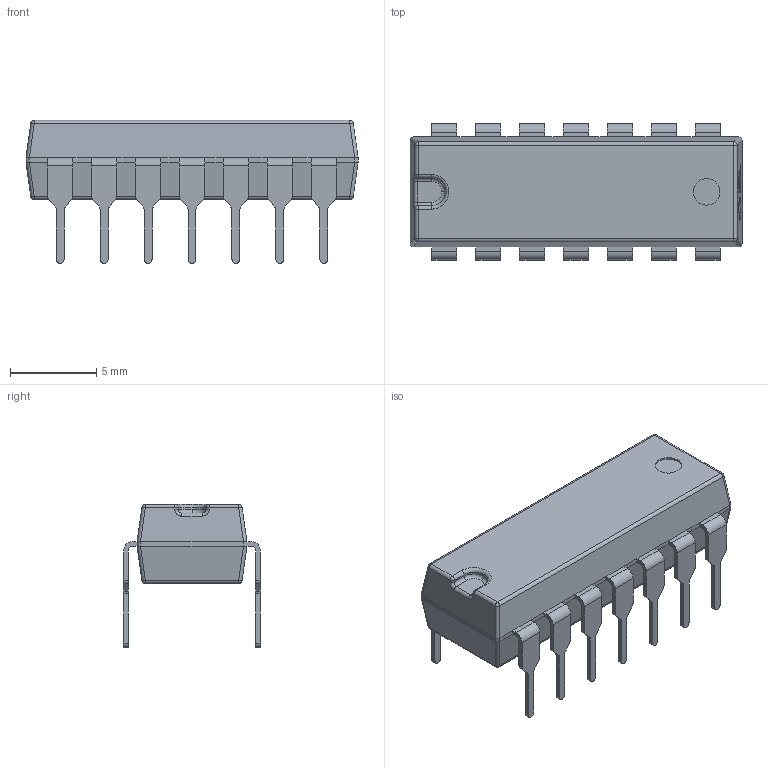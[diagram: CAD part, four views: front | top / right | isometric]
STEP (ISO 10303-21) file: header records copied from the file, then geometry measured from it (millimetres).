
FILE_DESCRIPTION (( 'STEP AP214' ), '1' );
FILE_NAME ('PDIP-14_L19.2-W6.4-H5.1-P2.54-LS8.0-BL.step', '2023-04-13T02:10:05', ( '' ), ( '' ), 'SwSTEP 2.0', 'SolidWorks 2020', '' );
FILE_SCHEMA (( 'AUTOMOTIVE_DESIGN' ));
Length unit declared in the file: millimetre
Products named in the file (1): PDIP-14_L19.2-W6.4-H5.1-P2.54-LS8.0-BL
Bounding box: 19.2 x 7.87 x 8.28 mm (x, y, z)
Volume: 542.7 mm3; surface area: 645.6 mm2
Topology: 1 solids, 1 shells, 555 faces, 1506 edges, 971 vertices
Faces by surface type: plane 298, cylinder 144, bspline 100, sphere 10, torus 3
Entity records: 24009 total; most frequent: CARTESIAN_POINT 4455, ORIENTED_EDGE 3008, DIRECTION 2462, EDGE_CURVE 1504, LINE 1002, VECTOR 1002, VERTEX_POINT 971, AXIS2_PLACEMENT_3D 730
